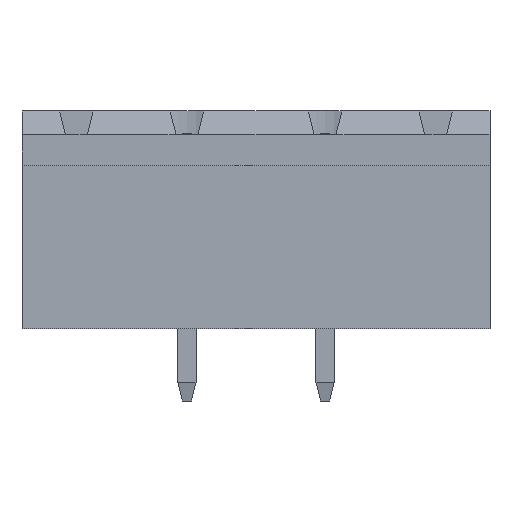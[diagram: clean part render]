
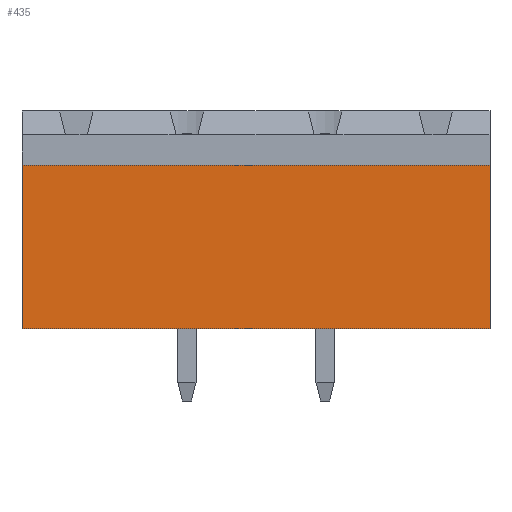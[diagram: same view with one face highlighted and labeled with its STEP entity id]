
A CAD part, front view. The second image highlights one B-rep face of the part: STEP entity #435.
In plain terms, the highlighted planar face has unit normal (0, -1, 0).
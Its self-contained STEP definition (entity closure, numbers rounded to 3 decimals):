
#435 = ADVANCED_FACE( '', ( #910 ), #911, .T. );
#910 = FACE_OUTER_BOUND( '', #1459, .T. );
#911 = PLANE( '', #1460 );
#1459 = EDGE_LOOP( '', ( #2460, #2461, #2462, #2463 ) );
#1460 = AXIS2_PLACEMENT_3D( '', #2464, #2465, #2466 );
#2460 = ORIENTED_EDGE( '', *, *, #3694, .F. );
#2461 = ORIENTED_EDGE( '', *, *, #3695, .F. );
#2462 = ORIENTED_EDGE( '', *, *, #3559, .T. );
#2463 = ORIENTED_EDGE( '', *, *, #3478, .T. );
#2464 = CARTESIAN_POINT( '', ( 12.91, -4.05, -6. ) );
#2465 = DIRECTION( '', ( 0., -1., 0. ) );
#2466 = DIRECTION( '', ( 0., 0., -1. ) );
#3478 = EDGE_CURVE( '', #4207, #4204, #4208, .T. );
#3559 = EDGE_CURVE( '', #4337, #4207, #4338, .T. );
#3694 = EDGE_CURVE( '', #4541, #4204, #4542, .T. );
#3695 = EDGE_CURVE( '', #4337, #4541, #4543, .T. );
#4204 = VERTEX_POINT( '', #5281 );
#4207 = VERTEX_POINT( '', #5285 );
#4208 = LINE( '', #5286, #5287 );
#4337 = VERTEX_POINT( '', #5612 );
#4338 = LINE( '', #5613, #5614 );
#4541 = VERTEX_POINT( '', #5910 );
#4542 = LINE( '', #5911, #5912 );
#4543 = LINE( '', #5913, #5914 );
#5281 = CARTESIAN_POINT( '', ( -12.91, -4.05, 3. ) );
#5285 = CARTESIAN_POINT( '', ( 12.91, -4.05, 3. ) );
#5286 = CARTESIAN_POINT( '', ( 12.91, -4.05, 3. ) );
#5287 = VECTOR( '', #6533, 1000. );
#5612 = CARTESIAN_POINT( '', ( 12.91, -4.05, -6. ) );
#5613 = CARTESIAN_POINT( '', ( 12.91, -4.05, -6. ) );
#5614 = VECTOR( '', #6598, 1000. );
#5910 = CARTESIAN_POINT( '', ( -12.91, -4.05, -6. ) );
#5911 = CARTESIAN_POINT( '', ( -12.91, -4.05, -6. ) );
#5912 = VECTOR( '', #6731, 1000. );
#5913 = CARTESIAN_POINT( '', ( 12.91, -4.05, -6. ) );
#5914 = VECTOR( '', #6732, 1000. );
#6533 = DIRECTION( '', ( -1., 0., 0. ) );
#6598 = DIRECTION( '', ( 0., 0., 1. ) );
#6731 = DIRECTION( '', ( 0., 0., 1. ) );
#6732 = DIRECTION( '', ( -1., 0., 0. ) );
